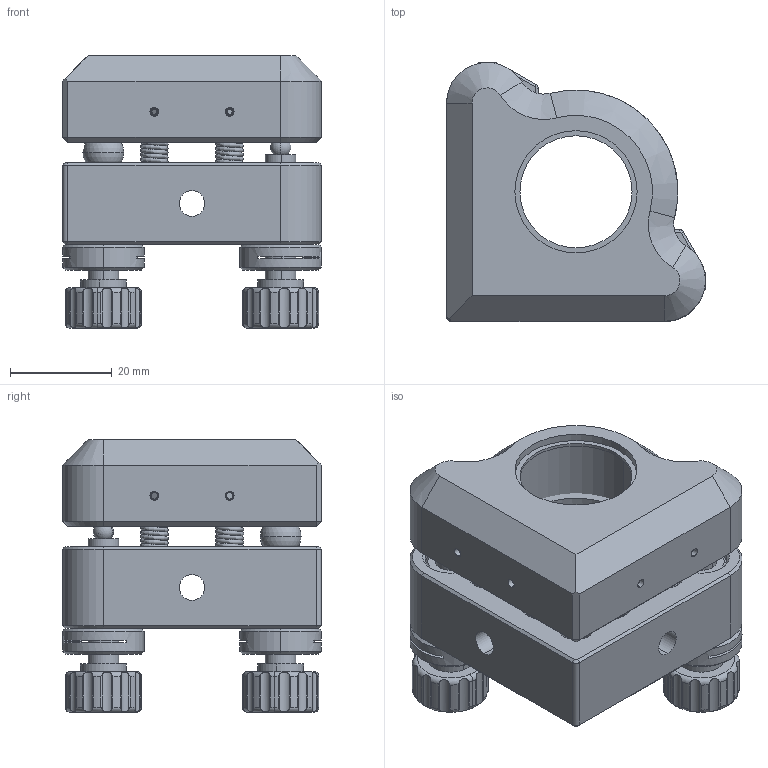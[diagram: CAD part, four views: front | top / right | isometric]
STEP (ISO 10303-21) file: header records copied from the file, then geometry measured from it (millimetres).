
FILE_DESCRIPTION (( 'STEP AP203' ), '1' );
FILE_NAME ('04IMT-1M.STEP', '2023-04-26T07:04:14', ( '' ), ( '' ), 'SwSTEP 2.0', 'SolidWorks 2022', '' );
FILE_SCHEMA (( 'CONFIG_CONTROL_DESIGN' ));
Length unit declared in the file: millimetre
Products named in the file (1): 04IMT-1M
Bounding box: 50.8 x 50.8 x 53.5 mm (x, y, z)
Surface area: 22727.9 mm2 (no closed solid volume)
Topology: 0 solids, 33 shells, 429 faces, 1255 edges, 843 vertices
Faces by surface type: cylinder 210, plane 115, cone 76, torus 14, bspline 8, sphere 6
Entity records: 28739 total; most frequent: CARTESIAN_POINT 17505, DIRECTION 2335, ORIENTED_EDGE 2219, EDGE_CURVE 1240, AXIS2_PLACEMENT_3D 896, VERTEX_POINT 834, VECTOR 543, LINE 543
